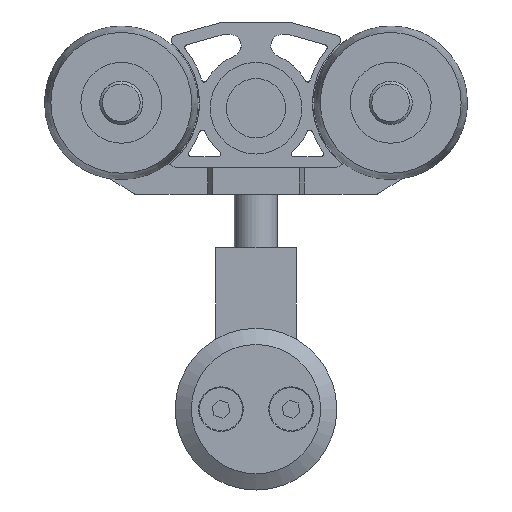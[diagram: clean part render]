
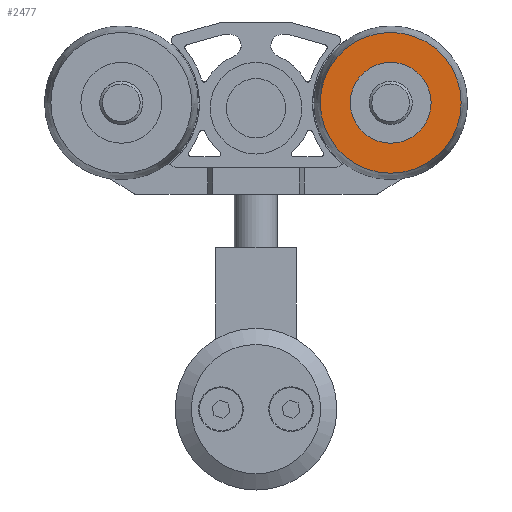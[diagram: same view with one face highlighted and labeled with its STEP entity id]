
A CAD part, left-side view. The second image highlights one B-rep face of the part: STEP entity #2477.
In plain terms, the highlighted planar face has unit normal (-1, 0, 0).
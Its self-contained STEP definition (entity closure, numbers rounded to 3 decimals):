
#534=PLANE('',#3554);
#610=ORIENTED_EDGE('',*,*,#1271,.T.);
#611=ORIENTED_EDGE('',*,*,#1268,.F.);
#1268=EDGE_CURVE('',#1599,#1599,#1844,.T.);
#1271=EDGE_CURVE('',#1602,#1602,#1847,.T.);
#1599=VERTEX_POINT('',#4656);
#1602=VERTEX_POINT('',#4664);
#1844=CIRCLE('',#3550,13.071);
#1847=CIRCLE('',#3555,7.5);
#1987=EDGE_LOOP('',(#610));
#1988=EDGE_LOOP('',(#611));
#2223=FACE_BOUND('',#1987,.T.);
#2224=FACE_BOUND('',#1988,.T.);
#2477=ADVANCED_FACE('',(#2223,#2224),#534,.F.);
#3550=AXIS2_PLACEMENT_3D('',#4655,#3860,#3861);
#3554=AXIS2_PLACEMENT_3D('',#4662,#3868,#3869);
#3555=AXIS2_PLACEMENT_3D('',#4663,#3870,#3871);
#3860=DIRECTION('',(1.,0.,0.));
#3861=DIRECTION('',(0.,0.,-1.));
#3868=DIRECTION('',(1.,0.,0.));
#3869=DIRECTION('',(0.,0.,-1.));
#3870=DIRECTION('',(1.,0.,0.));
#3871=DIRECTION('',(0.,0.,1.));
#4655=CARTESIAN_POINT('',(-5.5,0.,0.));
#4656=CARTESIAN_POINT('',(-5.5,0.,-13.071));
#4662=CARTESIAN_POINT('',(-5.5,0.,0.));
#4663=CARTESIAN_POINT('',(-5.5,0.,0.));
#4664=CARTESIAN_POINT('',(-5.5,0.,7.5));
